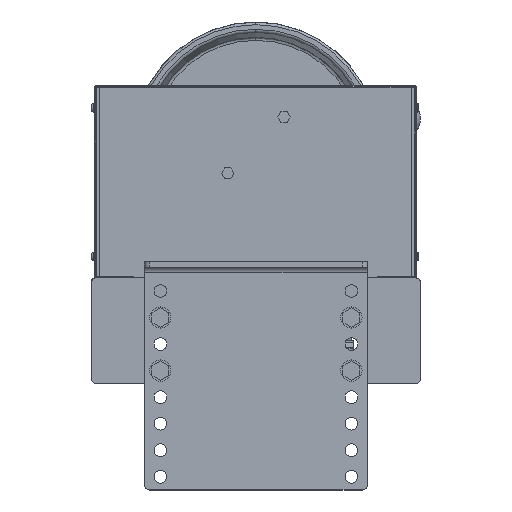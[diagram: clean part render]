
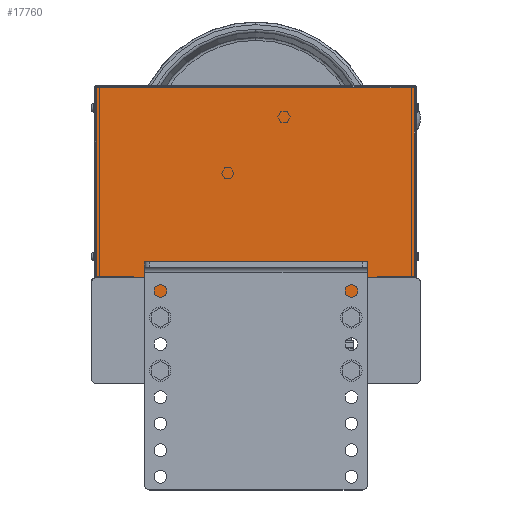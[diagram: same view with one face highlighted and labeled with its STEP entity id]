
A CAD part, left-side view. The second image highlights one B-rep face of the part: STEP entity #17760.
In plain terms, the highlighted face is planar.
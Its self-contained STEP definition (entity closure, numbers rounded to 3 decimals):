
#16842=CARTESIAN_POINT('',(-56.0,-93.5,-0.5));
#16843=VERTEX_POINT('',#16842);
#16844=CARTESIAN_POINT('',(-54.0,-95.5,-0.5));
#16845=VERTEX_POINT('',#16844);
#16846=CARTESIAN_POINT('',(-56.0,-95.5,-0.5));
#16847=DIRECTION('',(0.0,0.0,-1.));
#16848=DIRECTION('',(0.707,0.707,0.0));
#16849=AXIS2_PLACEMENT_3D('',#16846,#16847,#16848);
#16850=CIRCLE('',#16849,2.);
#16851=EDGE_CURVE('',#16843,#16845,#16850,.T.);
#16885=CARTESIAN_POINT('',(-54.0,-144.5,-0.5));
#16886=VERTEX_POINT('',#16885);
#16887=CARTESIAN_POINT('',(-54.0,-144.5,-0.5));
#16888=DIRECTION('',(0.0,1.0,0.0));
#16889=VECTOR('',#16888,49.0);
#16890=LINE('',#16887,#16889);
#16891=EDGE_CURVE('',#16886,#16845,#16890,.T.);
#17006=CARTESIAN_POINT('',(-89.5,-93.5,-0.5));
#17007=VERTEX_POINT('',#17006);
#17015=CARTESIAN_POINT('',(-56.0,-93.5,-0.5));
#17016=DIRECTION('',(-1.0,0.0,0.0));
#17017=VECTOR('',#17016,33.5);
#17018=LINE('',#17015,#17017);
#17019=EDGE_CURVE('',#16843,#17007,#17018,.T.);
#17453=CARTESIAN_POINT('',(176.0,-93.5,-0.5));
#17454=VERTEX_POINT('',#17453);
#17461=CARTESIAN_POINT('',(209.5,-93.5,-0.5));
#17462=VERTEX_POINT('',#17461);
#17463=CARTESIAN_POINT('',(209.5,-93.5,-0.5));
#17464=DIRECTION('',(-1.0,0.0,0.0));
#17465=VECTOR('',#17464,33.5);
#17466=LINE('',#17463,#17465);
#17467=EDGE_CURVE('',#17462,#17454,#17466,.T.);
#17485=CARTESIAN_POINT('',(174.0,-95.5,-0.5));
#17486=VERTEX_POINT('',#17485);
#17487=CARTESIAN_POINT('',(176.0,-95.5,-0.5));
#17488=DIRECTION('',(0.0,0.0,-1.));
#17489=DIRECTION('',(-0.707,0.707,0.0));
#17490=AXIS2_PLACEMENT_3D('',#17487,#17488,#17489);
#17491=CIRCLE('',#17490,2.);
#17492=EDGE_CURVE('',#17486,#17454,#17491,.T.);
#17667=CARTESIAN_POINT('',(209.5,84.5,-0.5));
#17668=VERTEX_POINT('',#17667);
#17676=CARTESIAN_POINT('',(-89.5,84.5,-0.5));
#17677=VERTEX_POINT('',#17676);
#17678=CARTESIAN_POINT('',(209.5,84.5,-0.5));
#17679=DIRECTION('',(-1.0,0.0,0.0));
#17680=VECTOR('',#17679,299.);
#17681=LINE('',#17678,#17680);
#17682=EDGE_CURVE('',#17668,#17677,#17681,.T.);
#17708=CARTESIAN_POINT('',(-89.5,84.5,-0.5));
#17709=DIRECTION('',(0.0,-1.0,0.0));
#17710=VECTOR('',#17709,178.);
#17711=LINE('',#17708,#17710);
#17712=EDGE_CURVE('',#17677,#17007,#17711,.T.);
#17726=CARTESIAN_POINT('',(60.,-26.432,-0.5));
#17727=DIRECTION('',(0.0,0.0,1.0));
#17728=DIRECTION('',(1.0,0.0,0.0));
#17729=AXIS2_PLACEMENT_3D('',#17726,#17727,#17728);
#17730=PLANE('',#17729);
#17731=ORIENTED_EDGE('',*,*,#17682,.F.);
#17732=CARTESIAN_POINT('',(209.5,-93.5,-0.5));
#17733=DIRECTION('',(0.0,1.0,0.0));
#17734=VECTOR('',#17733,178.);
#17735=LINE('',#17732,#17734);
#17736=EDGE_CURVE('',#17462,#17668,#17735,.T.);
#17737=ORIENTED_EDGE('',*,*,#17736,.F.);
#17738=ORIENTED_EDGE('',*,*,#17467,.T.);
#17739=ORIENTED_EDGE('',*,*,#17492,.F.);
#17740=CARTESIAN_POINT('',(174.0,-144.5,-0.5));
#17741=VERTEX_POINT('',#17740);
#17742=CARTESIAN_POINT('',(174.0,-95.5,-0.5));
#17743=DIRECTION('',(0.0,-1.0,0.0));
#17744=VECTOR('',#17743,49.0);
#17745=LINE('',#17742,#17744);
#17746=EDGE_CURVE('',#17486,#17741,#17745,.T.);
#17747=ORIENTED_EDGE('',*,*,#17746,.T.);
#17748=CARTESIAN_POINT('',(-54.0,-144.5,-0.5));
#17749=DIRECTION('',(1.0,0.0,0.0));
#17750=VECTOR('',#17749,228.0);
#17751=LINE('',#17748,#17750);
#17752=EDGE_CURVE('',#16886,#17741,#17751,.T.);
#17753=ORIENTED_EDGE('',*,*,#17752,.F.);
#17754=ORIENTED_EDGE('',*,*,#16891,.T.);
#17755=ORIENTED_EDGE('',*,*,#16851,.F.);
#17756=ORIENTED_EDGE('',*,*,#17019,.T.);
#17757=ORIENTED_EDGE('',*,*,#17712,.F.);
#17758=EDGE_LOOP('',(#17731,#17737,#17738,#17739,#17747,#17753,#17754,#17755,#17756,#17757));
#17759=FACE_OUTER_BOUND('',#17758,.T.);
#17760=ADVANCED_FACE('',(#17759),#17730,.F.);
